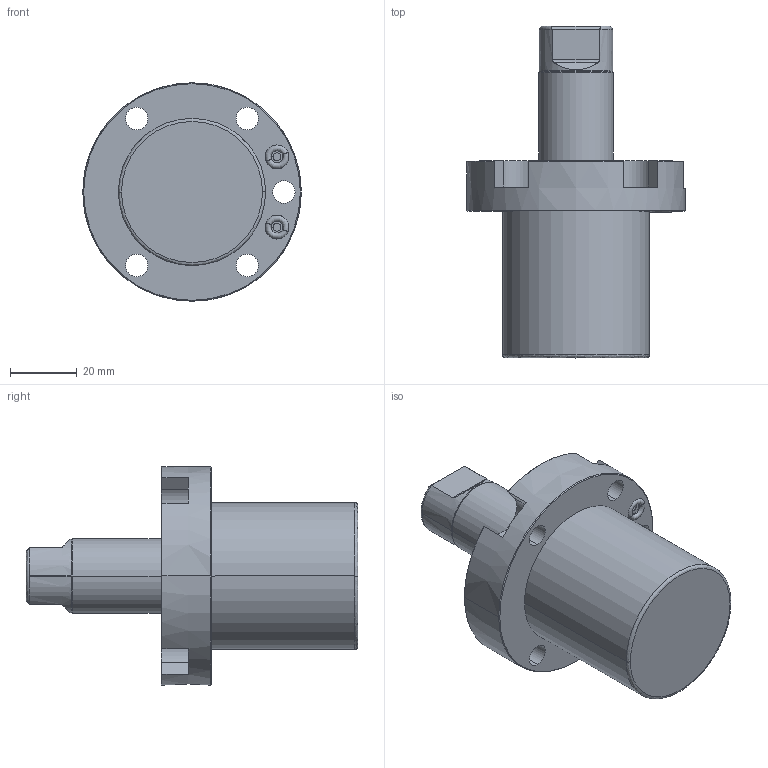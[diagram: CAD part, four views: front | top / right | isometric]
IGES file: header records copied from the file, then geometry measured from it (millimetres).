
Start section:  PTC IGES file: ilcm42162132.igs
Global section: file name: ilcm42162132.igs; native system: Pro/ENGINEER by Parametric Technology Corporation; preprocessor: 2007460; author: jdw; organization: Unknown; date: 20121004.161156; units: millimetre
Bounding box: 65.46 x 99.49 x 65.46 mm (x, y, z)
Surface area: 21338 mm2 (no closed solid volume)
Topology: 0 solids, 0 shells, 94 faces, 458 edges, 456 vertices
Faces by surface type: revolution 64, bspline 30
